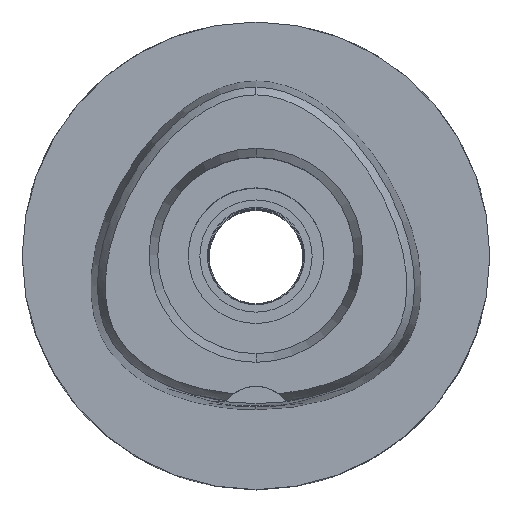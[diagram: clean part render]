
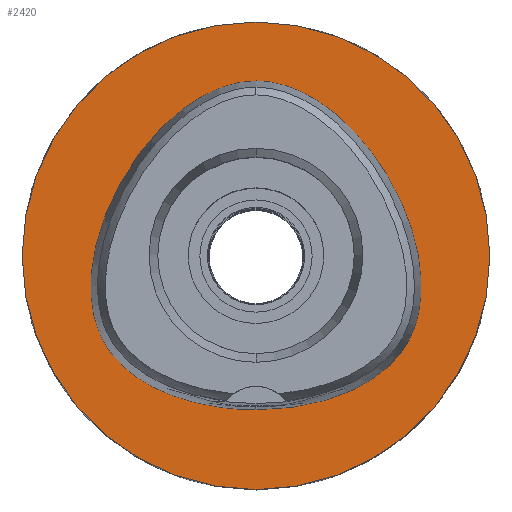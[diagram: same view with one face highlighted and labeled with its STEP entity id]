
A CAD part, top view. The second image highlights one B-rep face of the part: STEP entity #2420.
In plain terms, the highlighted planar face has unit normal (0, 0, 1).
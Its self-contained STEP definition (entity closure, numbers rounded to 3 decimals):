
#307=CARTESIAN_POINT('',(0.,0.,0.));
#308=DIRECTION('',(0.,0.,-1.));
#309=DIRECTION('',(0.,-1.,0.));
#310=AXIS2_PLACEMENT_3D('',#307,#308,#309);
#315=CARTESIAN_POINT('',(0.,0.,0.));
#316=DIRECTION('',(0.,0.,-1.));
#317=DIRECTION('',(0.,1.,0.));
#318=AXIS2_PLACEMENT_3D('',#315,#316,#317);
#323=CARTESIAN_POINT('',(0.,-16.455,0.));
#324=CARTESIAN_POINT('',(0.73,-16.455,0.));
#325=CARTESIAN_POINT('',(2.165,-16.399,
0.));
#326=CARTESIAN_POINT('',(4.256,-16.158,
0.));
#327=CARTESIAN_POINT('',(6.225,-15.774,0.));
#328=CARTESIAN_POINT('',(8.027,-15.272,0.));
#329=CARTESIAN_POINT('',(9.636,-14.678,0.));
#330=CARTESIAN_POINT('',(11.05,-14.018,0.));
#331=CARTESIAN_POINT('',(12.282,-13.308,0.));
#332=CARTESIAN_POINT('',(13.34,-12.564,0.));
#333=CARTESIAN_POINT('',(14.248,-11.792,0.));
#334=CARTESIAN_POINT('',(15.016,-11.003,0.));
#335=CARTESIAN_POINT('',(15.663,-10.193,0.));
#336=CARTESIAN_POINT('',(16.209,-9.35,0.));
#337=CARTESIAN_POINT('',(16.662,-8.461,0.));
#338=CARTESIAN_POINT('',(17.038,-7.498,0.));
#339=CARTESIAN_POINT('',(17.336,-6.444,0.));
#340=CARTESIAN_POINT('',(17.551,-5.271,0.));
#341=CARTESIAN_POINT('',(17.666,-3.98,0.));
#342=CARTESIAN_POINT('',(17.665,-2.558,0.));
#343=CARTESIAN_POINT('',(17.529,-1.,0.));
#344=CARTESIAN_POINT('',(17.237,0.693,0.));
#345=CARTESIAN_POINT('',(16.77,2.507,0.));
#346=CARTESIAN_POINT('',(16.117,4.406,0.));
#347=CARTESIAN_POINT('',(15.275,6.346,0.));
#348=CARTESIAN_POINT('',(14.261,8.265,0.));
#349=CARTESIAN_POINT('',(13.104,10.098,0.));
#350=CARTESIAN_POINT('',(11.843,11.793,0.));
#351=CARTESIAN_POINT('',(10.525,13.302,0.));
#352=CARTESIAN_POINT('',(9.189,14.608,0.));
#353=CARTESIAN_POINT('',(7.871,15.701,0.));
#354=CARTESIAN_POINT('',(6.591,16.594,0.));
#355=CARTESIAN_POINT('',(5.362,17.301,0.));
#356=CARTESIAN_POINT('',(4.189,17.844,0.));
#357=CARTESIAN_POINT('',(3.07,18.241,0.));
#358=CARTESIAN_POINT('',(2.001,18.509,0.));
#359=CARTESIAN_POINT('',(0.979,18.662,
0.));
#360=CARTESIAN_POINT('',(0.322,18.695,
0.));
#361=CARTESIAN_POINT('',(0.,18.695,
0.));
#366=CARTESIAN_POINT('',(0.,18.695,
0.));
#367=CARTESIAN_POINT('',(-0.32,18.695,
0.));
#368=CARTESIAN_POINT('',(-0.975,18.663,
0.));
#369=CARTESIAN_POINT('',(-1.993,18.511,
0.));
#370=CARTESIAN_POINT('',(-3.058,18.244,0.));
#371=CARTESIAN_POINT('',(-4.175,17.849,0.));
#372=CARTESIAN_POINT('',(-5.349,17.308,0.));
#373=CARTESIAN_POINT('',(-6.579,16.601,0.));
#374=CARTESIAN_POINT('',(-7.863,15.708,0.));
#375=CARTESIAN_POINT('',(-9.185,14.612,0.));
#376=CARTESIAN_POINT('',(-10.525,13.303,0.));
#377=CARTESIAN_POINT('',(-11.849,11.786,0.));
#378=CARTESIAN_POINT('',(-13.113,10.085,0.));
#379=CARTESIAN_POINT('',(-14.272,8.246,0.));
#380=CARTESIAN_POINT('',(-15.286,6.323,0.));
#381=CARTESIAN_POINT('',(-16.128,4.378,0.));
#382=CARTESIAN_POINT('',(-16.78,2.473,0.));
#383=CARTESIAN_POINT('',(-17.245,0.658,0.));
#384=CARTESIAN_POINT('',(-17.534,-1.036,0.));
#385=CARTESIAN_POINT('',(-17.667,-2.595,0.));
#386=CARTESIAN_POINT('',(-17.664,-4.015,0.));
#387=CARTESIAN_POINT('',(-17.546,-5.303,0.));
#388=CARTESIAN_POINT('',(-17.331,-6.468,0.));
#389=CARTESIAN_POINT('',(-17.029,-7.526,0.));
#390=CARTESIAN_POINT('',(-16.652,-8.482,0.));
#391=CARTESIAN_POINT('',(-16.206,-9.354,0.));
#392=CARTESIAN_POINT('',(-15.674,-10.177,0.));
#393=CARTESIAN_POINT('',(-15.033,-10.983,0.));
#394=CARTESIAN_POINT('',(-14.269,-11.772,0.));
#395=CARTESIAN_POINT('',(-13.368,-12.542,0.));
#396=CARTESIAN_POINT('',(-12.312,-13.288,0.));
#397=CARTESIAN_POINT('',(-11.084,-14.001,0.));
#398=CARTESIAN_POINT('',(-9.668,-14.665,0.));
#399=CARTESIAN_POINT('',(-8.056,-15.262,0.));
#400=CARTESIAN_POINT('',(-6.252,-15.768,0.));
#401=CARTESIAN_POINT('',(-4.277,-16.155,
0.));
#402=CARTESIAN_POINT('',(-2.168,-16.399,
0.));
#403=CARTESIAN_POINT('',(-0.731,-16.455,0.));
#404=CARTESIAN_POINT('',(0.,-16.455,0.));
#1617=VERTEX_POINT('',#366);
#1618=VERTEX_POINT('',#404);
#1623=CARTESIAN_POINT('',(0.,-25.,0.));
#1624=CARTESIAN_POINT('',(0.,25.,0.));
#1625=VERTEX_POINT('',#1623);
#1626=VERTEX_POINT('',#1624);
#2404=CARTESIAN_POINT('',(0.,0.,0.));
#2405=DIRECTION('',(0.,0.,-1.));
#2406=DIRECTION('',(0.,-1.,0.));
#2407=AXIS2_PLACEMENT_3D('',#2404,#2405,#2406);
#2408=PLANE('',#2407);
#2410=ORIENTED_EDGE('',*,*,#2409,.T.);
#2412=ORIENTED_EDGE('',*,*,#2411,.T.);
#2413=EDGE_LOOP('',(#2410,#2412));
#2414=FACE_OUTER_BOUND('',#2413,.F.);
#2416=ORIENTED_EDGE('',*,*,#2415,.T.);
#2417=ORIENTED_EDGE('',*,*,#2387,.T.);
#2418=EDGE_LOOP('',(#2416,#2417));
#2419=FACE_BOUND('',#2418,.F.);
#311=CIRCLE('',#310,25.);
#319=CIRCLE('',#318,25.);
#362=B_SPLINE_CURVE_WITH_KNOTS('',3,(#323,#324,#325,#326,#327,#328,#329,#330,
#331,#332,#333,#334,#335,#336,#337,#338,#339,#340,#341,#342,#343,#344,#345,#346,
#347,#348,#349,#350,#351,#352,#353,#354,#355,#356,#357,#358,#359,#360,#361),
.UNSPECIFIED.,.F.,.F.,(4,1,1,1,1,1,1,1,1,1,1,1,1,1,1,1,1,1,1,1,1,1,1,1,1,1,1,1,
1,1,1,1,1,1,1,1,4),(0.,0.028,0.056,0.083,
0.111,0.139,0.167,0.194,
0.222,0.25,0.278,0.306,0.333,
0.361,0.389,0.417,0.444,
0.472,0.5,0.528,0.556,0.583,
0.611,0.639,0.667,0.694,
0.722,0.75,0.778,0.806,0.833,
0.861,0.889,0.917,0.944,
0.972,1.),.UNSPECIFIED.);
#405=B_SPLINE_CURVE_WITH_KNOTS('',3,(#366,#367,#368,#369,#370,#371,#372,#373,
#374,#375,#376,#377,#378,#379,#380,#381,#382,#383,#384,#385,#386,#387,#388,#389,
#390,#391,#392,#393,#394,#395,#396,#397,#398,#399,#400,#401,#402,#403,#404),
.UNSPECIFIED.,.F.,.F.,(4,1,1,1,1,1,1,1,1,1,1,1,1,1,1,1,1,1,1,1,1,1,1,1,1,1,1,1,
1,1,1,1,1,1,1,1,4),(0.,0.028,0.056,0.083,
0.111,0.139,0.167,0.194,
0.222,0.25,0.278,0.306,0.333,
0.361,0.389,0.417,0.444,
0.472,0.5,0.528,0.556,0.583,
0.611,0.639,0.667,0.694,
0.722,0.75,0.778,0.806,0.833,
0.861,0.889,0.917,0.944,
0.972,1.),.UNSPECIFIED.);
#2387=EDGE_CURVE('',#1617,#1618,#405,.T.);
#2409=EDGE_CURVE('',#1625,#1626,#311,.T.);
#2411=EDGE_CURVE('',#1626,#1625,#319,.T.);
#2415=EDGE_CURVE('',#1618,#1617,#362,.T.);
#2420=ADVANCED_FACE('',(#2414,#2419),#2408,.F.);
